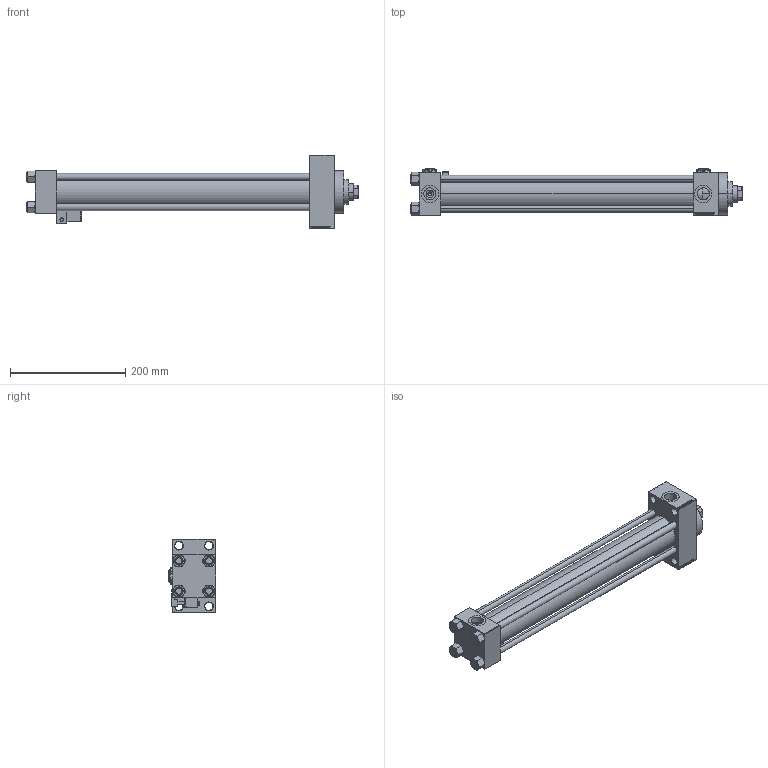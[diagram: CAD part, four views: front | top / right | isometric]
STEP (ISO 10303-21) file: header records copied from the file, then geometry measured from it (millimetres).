
FILE_DESCRIPTION (( 'STEP AP203' ), '1' );
FILE_NAME ('833f.STEP', '2022-04-15T23:45:49', ( '' ), ( '' ), 'SwSTEP 2.0', 'SolidWorks 2019', '' );
FILE_SCHEMA (( 'CONFIG_CONTROL_DESIGN' ));
Length unit declared in the file: millimetre
Products named in the file (8): V215CR_MSU 5d9d44d4e1fa8de6b08f16e92ed8cdf7; V215CR_VCP_D 5d9d44d4e1fa8de6b08f16e92ed8cdf7; 833f; V215_VC_A 5d9d44d4e1fa8de6b08f16e92ed8cdf7; Zatka_pro_OIL_PORT 5d9d44d4e1fa8de6b08f16e92ed8cdf7; V215CR_D_TYCINKA 5d9d44d4e1fa8de6b08f16e92ed8cdf7; V215CR_D_Body 5d9d44d4e1fa8de6b08f16e92ed8cdf7; NUT_M5_D 5d9d44d4e1fa8de6b08f16e92ed8cdf7
Assembly tree (14 placements, depth 2):
  833f
    V215CR_D_Body 5d9d44d4e1fa8de6b08f16e92ed8cdf7
    V215CR_VCP_D 5d9d44d4e1fa8de6b08f16e92ed8cdf7
    NUT_M5_D 5d9d44d4e1fa8de6b08f16e92ed8cdf7  x4
    V215CR_D_TYCINKA 5d9d44d4e1fa8de6b08f16e92ed8cdf7  x4
    V215_VC_A 5d9d44d4e1fa8de6b08f16e92ed8cdf7
    V215CR_MSU 5d9d44d4e1fa8de6b08f16e92ed8cdf7
    Zatka_pro_OIL_PORT 5d9d44d4e1fa8de6b08f16e92ed8cdf7  x2
Bounding box: 575 x 82.27 x 128 mm (x, y, z)
Volume: 1417865 mm3; surface area: 398184.4 mm2
Topology: 14 solids, 14 shells, 1289 faces, 3181 edges, 2030 vertices
Faces by surface type: plane 576, bspline 368, cone 186, cylinder 133, torus 14, sphere 12
Entity records: 51677 total; most frequent: CARTESIAN_POINT 26106, ORIENTED_EDGE 5638, DIRECTION 3879, EDGE_CURVE 2819, VERTEX_POINT 1828, LINE 1657, VECTOR 1657, EDGE_LOOP 1271
